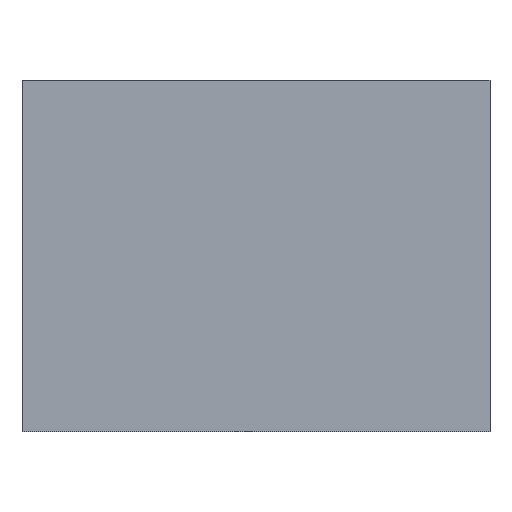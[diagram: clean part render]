
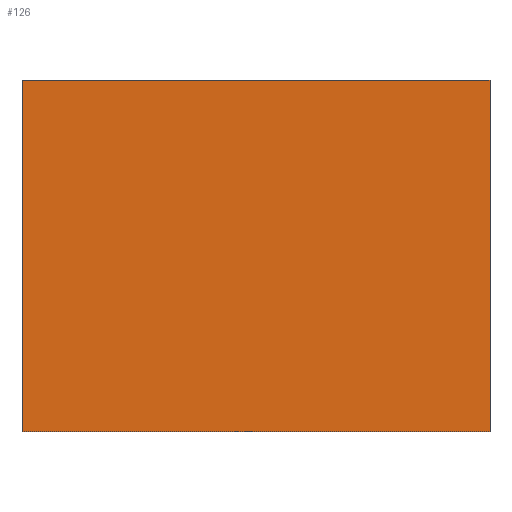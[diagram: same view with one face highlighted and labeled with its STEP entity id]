
A CAD part, front view. The second image highlights one B-rep face of the part: STEP entity #126.
In plain terms, the highlighted planar face has unit normal (0, -1, 0).
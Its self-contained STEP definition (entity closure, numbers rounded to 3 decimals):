
#1 = ORIENTED_EDGE ( 'NONE', *, *, #15, .F. ) ;
#15 = EDGE_CURVE ( 'NONE', #132, #110, #232, .T. ) ;
#26 = VECTOR ( 'NONE', #209, 1000. ) ;
#37 = CARTESIAN_POINT ( 'NONE',  ( 4.025, 0., 3.025 ) ) ;
#41 = CARTESIAN_POINT ( 'NONE',  ( -4.025, 0., -3.025 ) ) ;
#50 = VECTOR ( 'NONE', #54, 1000. ) ;
#54 = DIRECTION ( 'NONE',  ( 1., 0., 0. ) ) ;
#61 = VERTEX_POINT ( 'NONE', #166 ) ;
#63 = DIRECTION ( 'NONE',  ( -1., 0., 0. ) ) ;
#74 = VECTOR ( 'NONE', #194, 1000. ) ;
#75 = LINE ( 'NONE', #159, #50 ) ;
#77 = LINE ( 'NONE', #140, #74 ) ;
#79 = DIRECTION ( 'NONE',  ( 0., 1., 0. ) ) ;
#80 = ORIENTED_EDGE ( 'NONE', *, *, #244, .F. ) ;
#85 = ORIENTED_EDGE ( 'NONE', *, *, #206, .F. ) ;
#86 = ORIENTED_EDGE ( 'NONE', *, *, #147, .F. ) ;
#108 = AXIS2_PLACEMENT_3D ( 'NONE', #245, #79, #230 ) ;
#110 = VERTEX_POINT ( 'NONE', #269 ) ;
#120 = CARTESIAN_POINT ( 'NONE',  ( -4.025, 0., -3.025 ) ) ;
#122 = CARTESIAN_POINT ( 'NONE',  ( -4.025, 0., -3.025 ) ) ;
#126 = ADVANCED_FACE ( 'NONE', ( #274 ), #165, .F. ) ;
#132 = VERTEX_POINT ( 'NONE', #120 ) ;
#140 = CARTESIAN_POINT ( 'NONE',  ( 4.025, 0., -3.025 ) ) ;
#147 = EDGE_CURVE ( 'NONE', #110, #179, #75, .T. ) ;
#159 = CARTESIAN_POINT ( 'NONE',  ( -4.025, 0., 3.025 ) ) ;
#165 = PLANE ( 'NONE',  #108 ) ;
#166 = CARTESIAN_POINT ( 'NONE',  ( 4.025, 0., -3.025 ) ) ;
#179 = VERTEX_POINT ( 'NONE', #37 ) ;
#187 = EDGE_LOOP ( 'NONE', ( #85, #86, #1, #80 ) ) ;
#194 = DIRECTION ( 'NONE',  ( 0., 0., -1. ) ) ;
#206 = EDGE_CURVE ( 'NONE', #179, #61, #77, .T. ) ;
#209 = DIRECTION ( 'NONE',  ( 0., 0., 1. ) ) ;
#219 = VECTOR ( 'NONE', #63, 1000. ) ;
#230 = DIRECTION ( 'NONE',  ( 0., 0., 1. ) ) ;
#232 = LINE ( 'NONE', #122, #26 ) ;
#244 = EDGE_CURVE ( 'NONE', #61, #132, #260, .T. ) ;
#245 = CARTESIAN_POINT ( 'NONE',  ( 0., 0., 0. ) ) ;
#260 = LINE ( 'NONE', #41, #219 ) ;
#269 = CARTESIAN_POINT ( 'NONE',  ( -4.025, 0., 3.025 ) ) ;
#274 = FACE_OUTER_BOUND ( 'NONE', #187, .T. ) ;
